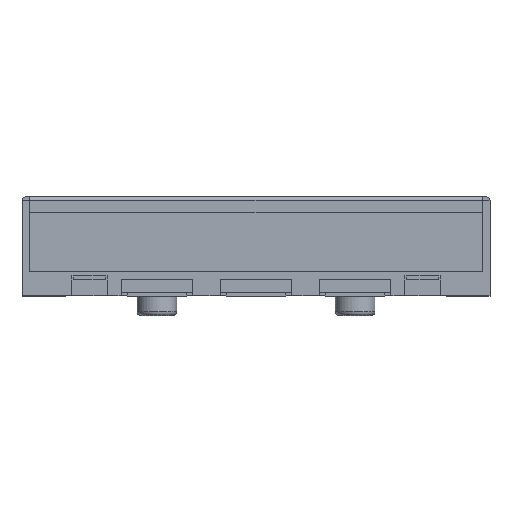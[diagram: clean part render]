
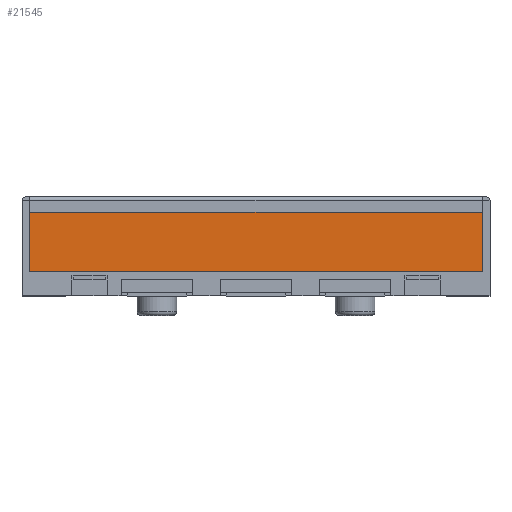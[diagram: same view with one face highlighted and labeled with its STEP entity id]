
A CAD part, front view. The second image highlights one B-rep face of the part: STEP entity #21545.
In plain terms, the highlighted planar face has unit normal (0, -1, 0).
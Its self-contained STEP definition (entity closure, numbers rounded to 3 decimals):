
#11 = VERTEX_POINT ( 'NONE', #16331 ) ;
#251 = DIRECTION ( 'NONE',  ( 0., 0., 1. ) ) ;
#885 = LINE ( 'NONE', #18900, #17362 ) ;
#974 = LINE ( 'NONE', #5722, #14568 ) ;
#1180 = EDGE_CURVE ( 'NONE', #13078, #19263, #885, .T. ) ;
#1419 = ORIENTED_EDGE ( 'NONE', *, *, #17708, .F. ) ;
#3149 = FACE_OUTER_BOUND ( 'NONE', #8172, .T. ) ;
#3357 = DIRECTION ( 'NONE',  ( 0., 1., 0. ) ) ;
#4043 = DIRECTION ( 'NONE',  ( -1., 0., 0. ) ) ;
#4154 = EDGE_CURVE ( 'NONE', #5758, #6747, #13751, .T. ) ;
#5722 = CARTESIAN_POINT ( 'NONE',  ( -5.72, -2.62, 0.6 ) ) ;
#5758 = VERTEX_POINT ( 'NONE', #8401 ) ;
#5818 = ORIENTED_EDGE ( 'NONE', *, *, #18305, .F. ) ;
#6173 = ORIENTED_EDGE ( 'NONE', *, *, #18294, .T. ) ;
#6747 = VERTEX_POINT ( 'NONE', #14199 ) ;
#7255 = CARTESIAN_POINT ( 'NONE',  ( -5.72, -2.62, 2.4 ) ) ;
#8139 = VECTOR ( 'NONE', #251, 1000. ) ;
#8172 = EDGE_LOOP ( 'NONE', ( #6173, #17910, #12435, #1419, #5818, #18838 ) ) ;
#8401 = CARTESIAN_POINT ( 'NONE',  ( 5.72, -2.62, 0.6 ) ) ;
#9036 = DIRECTION ( 'NONE',  ( -1., 0., 0. ) ) ;
#9293 = LINE ( 'NONE', #12374, #15969 ) ;
#10108 = DIRECTION ( 'NONE',  ( 1., 0., 0. ) ) ;
#11507 = CARTESIAN_POINT ( 'NONE',  ( -5.72, -2.62, 0.6 ) ) ;
#12325 = LINE ( 'NONE', #7255, #13197 ) ;
#12374 = CARTESIAN_POINT ( 'NONE',  ( -5.72, -2.62, 0.6 ) ) ;
#12435 = ORIENTED_EDGE ( 'NONE', *, *, #1180, .T. ) ;
#12540 = DIRECTION ( 'NONE',  ( -1., 0., 0. ) ) ;
#12697 = LINE ( 'NONE', #16167, #19747 ) ;
#13078 = VERTEX_POINT ( 'NONE', #20154 ) ;
#13197 = VECTOR ( 'NONE', #4043, 1000. ) ;
#13751 = LINE ( 'NONE', #15271, #8139 ) ;
#14095 = DIRECTION ( 'NONE',  ( -1., 0., 0. ) ) ;
#14199 = CARTESIAN_POINT ( 'NONE',  ( 5.72, -2.62, 2.4 ) ) ;
#14568 = VECTOR ( 'NONE', #12540, 1000. ) ;
#15193 = AXIS2_PLACEMENT_3D ( 'NONE', #18432, #3357, #10108 ) ;
#15271 = CARTESIAN_POINT ( 'NONE',  ( 5.72, -2.62, 0.6 ) ) ;
#15969 = VECTOR ( 'NONE', #21149, 1000. ) ;
#16167 = CARTESIAN_POINT ( 'NONE',  ( -5.72, -2.62, 2.4 ) ) ;
#16331 = CARTESIAN_POINT ( 'NONE',  ( 5.7, -2.62, 2.4 ) ) ;
#16757 = PLANE ( 'NONE',  #15193 ) ;
#16849 = CARTESIAN_POINT ( 'NONE',  ( -5.72, -2.62, 2.4 ) ) ;
#17362 = VECTOR ( 'NONE', #9036, 1000. ) ;
#17481 = VERTEX_POINT ( 'NONE', #11507 ) ;
#17708 = EDGE_CURVE ( 'NONE', #17481, #19263, #9293, .T. ) ;
#17910 = ORIENTED_EDGE ( 'NONE', *, *, #21140, .T. ) ;
#18294 = EDGE_CURVE ( 'NONE', #6747, #11, #12325, .T. ) ;
#18305 = EDGE_CURVE ( 'NONE', #5758, #17481, #974, .T. ) ;
#18432 = CARTESIAN_POINT ( 'NONE',  ( -5.72, -2.62, 0.6 ) ) ;
#18838 = ORIENTED_EDGE ( 'NONE', *, *, #4154, .T. ) ;
#18900 = CARTESIAN_POINT ( 'NONE',  ( -5.72, -2.62, 2.4 ) ) ;
#19263 = VERTEX_POINT ( 'NONE', #16849 ) ;
#19747 = VECTOR ( 'NONE', #14095, 1000. ) ;
#20154 = CARTESIAN_POINT ( 'NONE',  ( -5.7, -2.62, 2.4 ) ) ;
#21140 = EDGE_CURVE ( 'NONE', #11, #13078, #12697, .T. ) ;
#21149 = DIRECTION ( 'NONE',  ( 0., 0., 1. ) ) ;
#21545 = ADVANCED_FACE ( 'NONE', ( #3149 ), #16757, .F. ) ;
